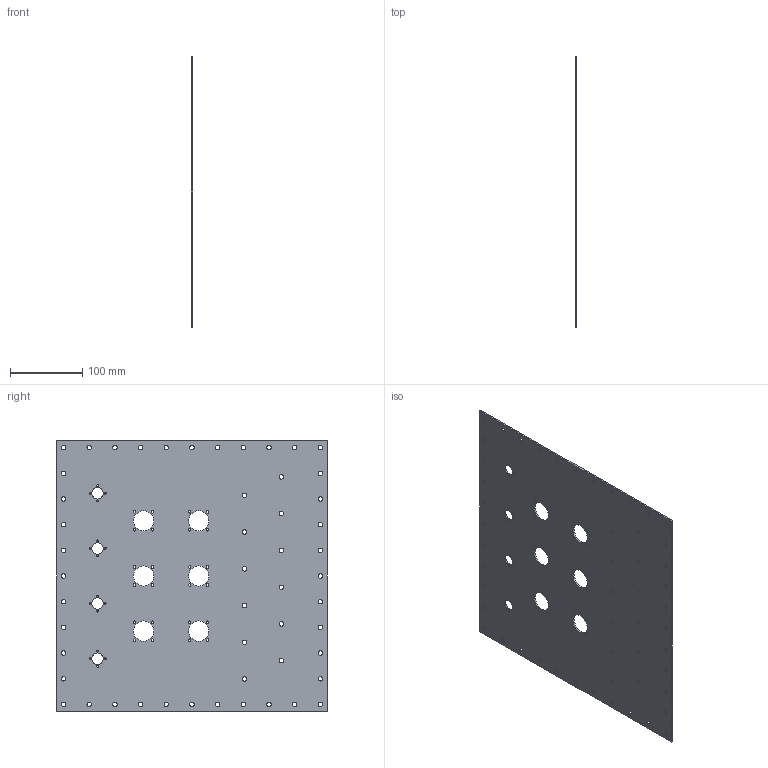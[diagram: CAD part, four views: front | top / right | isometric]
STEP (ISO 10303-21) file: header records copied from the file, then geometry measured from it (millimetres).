
FILE_DESCRIPTION(/* description */ (''),/* implementation_level */ '2;1');
FILE_NAME(/* name */ 'panel.stp',/* time_stamp */ '2017-11-14T10:40:41-08:00',/* author */ ('Zara'),/* organization */ (''),/* preprocessor_version */ 'ST-DEVELOPER v16.5',/* originating_system */ 'Autodesk Inventor 2017',/* authorisation */ '');
FILE_SCHEMA (('AUTOMOTIVE_DESIGN { 1 0 10303 214 3 1 1 }'));
Length unit declared in the file: inch
Products named in the file (1): panel_waveguide_part
Bounding box: 2 x 374 x 374 mm (x, y, z)
Volume: 267021.9 mm3; surface area: 274261.9 mm2
Topology: 1 solids, 1 shells, 120 faces, 408 edges, 293 vertices
Faces by surface type: cylinder 102, plane 18
Full cylindrical faces by diameter (mm): 2.388 x16, 3.404 x24, 6.2 x40, 15.875 x4, 28 x6
Entity records: 4332 total; most frequent: DIRECTION 735, CARTESIAN_POINT 641, ORIENTED_EDGE 528, EDGE_LOOP 414, AXIS2_PLACEMENT_3D 336, FACE_BOUND 294, EDGE_CURVE 264, VERTEX_POINT 236
